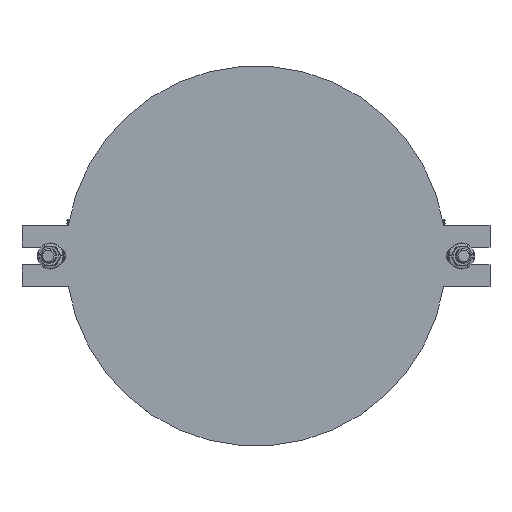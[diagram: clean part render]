
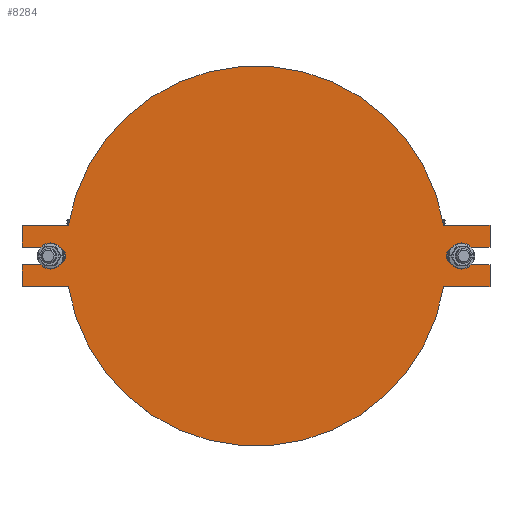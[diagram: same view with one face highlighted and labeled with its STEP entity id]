
A CAD part, top view. The second image highlights one B-rep face of the part: STEP entity #8284.
In plain terms, the highlighted planar face has unit normal (0, 0, 1).
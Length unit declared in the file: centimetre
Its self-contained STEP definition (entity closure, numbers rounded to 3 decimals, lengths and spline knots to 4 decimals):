
#617=CIRCLE('',#8895,6.);
#621=CIRCLE('',#8905,130.);
#622=CIRCLE('',#8907,130.);
#623=CIRCLE('',#8912,6.);
#1287=FACE_OUTER_BOUND('',#1893,.T.);
#1893=EDGE_LOOP('',(#5730,#5731,#5732,#5733,#5734,#5735,#5736,#5737,#5738,
#5739,#5740,#5741,#5742,#5743,#5744,#5745));
#2507=LINE('',#13109,#3100);
#2511=LINE('',#13118,#3104);
#2513=LINE('',#13125,#3106);
#2518=LINE('',#13134,#3111);
#2521=LINE('',#13140,#3114);
#2523=LINE('',#13145,#3116);
#2534=LINE('',#13176,#3127);
#2536=LINE('',#13181,#3129);
#2539=LINE('',#13187,#3132);
#2542=LINE('',#13194,#3135);
#2543=LINE('',#13196,#3136);
#2544=LINE('',#13198,#3137);
#3100=VECTOR('',#10103,1.);
#3104=VECTOR('',#10109,1.);
#3106=VECTOR('',#10119,1.);
#3111=VECTOR('',#10126,1.);
#3114=VECTOR('',#10131,1.);
#3116=VECTOR('',#10135,1.);
#3127=VECTOR('',#10164,1.);
#3129=VECTOR('',#10168,1.);
#3132=VECTOR('',#10173,1.);
#3135=VECTOR('',#10182,1.);
#3136=VECTOR('',#10185,1.);
#3137=VECTOR('',#10188,1.);
#3693=VERTEX_POINT('',#13106);
#3694=VERTEX_POINT('',#13108);
#3697=VERTEX_POINT('',#13115);
#3698=VERTEX_POINT('',#13117);
#3699=VERTEX_POINT('',#13124);
#3702=VERTEX_POINT('',#13131);
#3704=VERTEX_POINT('',#13138);
#3705=VERTEX_POINT('',#13142);
#3715=VERTEX_POINT('',#13166);
#3716=VERTEX_POINT('',#13170);
#3717=VERTEX_POINT('',#13174);
#3718=VERTEX_POINT('',#13178);
#3719=VERTEX_POINT('',#13180);
#3720=VERTEX_POINT('',#13184);
#3721=VERTEX_POINT('',#13186);
#3722=VERTEX_POINT('',#13192);
#4386=EDGE_CURVE('',#3693,#3694,#2507,.T.);
#4390=EDGE_CURVE('',#3697,#3698,#2511,.T.);
#4393=EDGE_CURVE('',#3694,#3697,#617,.T.);
#4394=EDGE_CURVE('',#3698,#3699,#2513,.T.);
#4399=EDGE_CURVE('',#3699,#3702,#2518,.T.);
#4402=EDGE_CURVE('',#3704,#3693,#2521,.T.);
#4404=EDGE_CURVE('',#3705,#3704,#2523,.T.);
#4415=EDGE_CURVE('',#3715,#3702,#621,.T.);
#4418=EDGE_CURVE('',#3705,#3716,#622,.T.);
#4420=EDGE_CURVE('',#3716,#3717,#2534,.T.);
#4422=EDGE_CURVE('',#3719,#3718,#2536,.T.);
#4425=EDGE_CURVE('',#3721,#3720,#2539,.T.);
#4427=EDGE_CURVE('',#3718,#3721,#623,.T.);
#4429=EDGE_CURVE('',#3720,#3722,#2542,.T.);
#4430=EDGE_CURVE('',#3722,#3715,#2543,.T.);
#4431=EDGE_CURVE('',#3717,#3719,#2544,.T.);
#5730=ORIENTED_EDGE('',*,*,#4418,.T.);
#5731=ORIENTED_EDGE('',*,*,#4420,.T.);
#5732=ORIENTED_EDGE('',*,*,#4431,.T.);
#5733=ORIENTED_EDGE('',*,*,#4422,.T.);
#5734=ORIENTED_EDGE('',*,*,#4427,.T.);
#5735=ORIENTED_EDGE('',*,*,#4425,.T.);
#5736=ORIENTED_EDGE('',*,*,#4429,.T.);
#5737=ORIENTED_EDGE('',*,*,#4430,.T.);
#5738=ORIENTED_EDGE('',*,*,#4415,.T.);
#5739=ORIENTED_EDGE('',*,*,#4399,.F.);
#5740=ORIENTED_EDGE('',*,*,#4394,.F.);
#5741=ORIENTED_EDGE('',*,*,#4390,.F.);
#5742=ORIENTED_EDGE('',*,*,#4393,.F.);
#5743=ORIENTED_EDGE('',*,*,#4386,.F.);
#5744=ORIENTED_EDGE('',*,*,#4402,.F.);
#5745=ORIENTED_EDGE('',*,*,#4404,.F.);
#8195=PLANE('',#8916);
#8284=ADVANCED_FACE('',(#1287),#8195,.T.);
#8895=AXIS2_PLACEMENT_3D('',#13122,#10115,#10116);
#8905=AXIS2_PLACEMENT_3D('',#13167,#10153,#10154);
#8907=AXIS2_PLACEMENT_3D('',#13172,#10159,#10160);
#8912=AXIS2_PLACEMENT_3D('',#13190,#10177,#10178);
#8916=AXIS2_PLACEMENT_3D('',#13199,#10189,#10190);
#10103=DIRECTION('',(-1.,0.,0.));
#10109=DIRECTION('',(1.,0.,0.));
#10115=DIRECTION('center_axis',(0.,0.,1.));
#10116=DIRECTION('ref_axis',(0.,1.,0.));
#10119=DIRECTION('',(0.,-1.,0.));
#10126=DIRECTION('',(-1.,0.,0.));
#10131=DIRECTION('',(0.,-1.,0.));
#10135=DIRECTION('',(1.,0.,0.));
#10153=DIRECTION('center_axis',(0.,0.,1.));
#10154=DIRECTION('ref_axis',(1.,0.,0.));
#10159=DIRECTION('center_axis',(0.,0.,1.));
#10160=DIRECTION('ref_axis',(1.,0.,0.));
#10164=DIRECTION('',(-1.,0.,0.));
#10168=DIRECTION('',(1.,0.,0.));
#10173=DIRECTION('',(-1.,0.,0.));
#10177=DIRECTION('center_axis',(0.,0.,-1.));
#10178=DIRECTION('ref_axis',(0.,1.,0.));
#10182=DIRECTION('',(0.,-1.,0.));
#10185=DIRECTION('',(1.,0.,0.));
#10188=DIRECTION('',(0.,-1.,0.));
#10189=DIRECTION('center_axis',(0.,0.,1.));
#10190=DIRECTION('ref_axis',(1.,0.,0.));
#13106=CARTESIAN_POINT('',(509.2975,6.,41.9765));
#13108=CARTESIAN_POINT('',(485.2975,6.,41.9765));
#13109=CARTESIAN_POINT('',(486.8179,6.,41.9765));
#13115=CARTESIAN_POINT('',(485.2975,-6.,41.9765));
#13117=CARTESIAN_POINT('',(509.2975,-6.,41.9765));
#13118=CARTESIAN_POINT('',(498.8179,-6.,41.9765));
#13122=CARTESIAN_POINT('Origin',(485.2975,0.,
41.9765));
#13124=CARTESIAN_POINT('',(509.2975,-21.,41.9765));
#13125=CARTESIAN_POINT('',(509.2975,21.,41.9765));
#13131=CARTESIAN_POINT('',(477.5902,-21.,41.9765));
#13134=CARTESIAN_POINT('',(509.2975,-21.,41.9765));
#13138=CARTESIAN_POINT('',(509.2975,21.,41.9765));
#13140=CARTESIAN_POINT('',(509.2975,21.,41.9765));
#13142=CARTESIAN_POINT('',(477.5902,21.,41.9765));
#13145=CARTESIAN_POINT('',(467.379,21.,41.9765));
#13166=CARTESIAN_POINT('',(221.0049,-21.,41.9765));
#13167=CARTESIAN_POINT('Origin',(349.2975,0.,41.9765));
#13170=CARTESIAN_POINT('',(221.0049,21.,41.9765));
#13172=CARTESIAN_POINT('Origin',(349.2975,0.,41.9765));
#13174=CARTESIAN_POINT('',(189.2975,21.,41.9765));
#13176=CARTESIAN_POINT('',(231.216,21.,41.9765));
#13178=CARTESIAN_POINT('',(213.2975,6.,41.9765));
#13180=CARTESIAN_POINT('',(189.2975,6.,41.9765));
#13181=CARTESIAN_POINT('',(211.7772,6.,41.9765));
#13184=CARTESIAN_POINT('',(189.2975,-6.,41.9765));
#13186=CARTESIAN_POINT('',(213.2975,-6.,41.9765));
#13187=CARTESIAN_POINT('',(199.7772,-6.,41.9765));
#13190=CARTESIAN_POINT('Origin',(213.2975,0.,
41.9765));
#13192=CARTESIAN_POINT('',(189.2975,-21.,41.9765));
#13194=CARTESIAN_POINT('',(189.2975,21.,41.9765));
#13196=CARTESIAN_POINT('',(189.2975,-21.,41.9765));
#13198=CARTESIAN_POINT('',(189.2975,21.,41.9765));
#13199=CARTESIAN_POINT('Origin',(349.2975,0.,41.9765));
